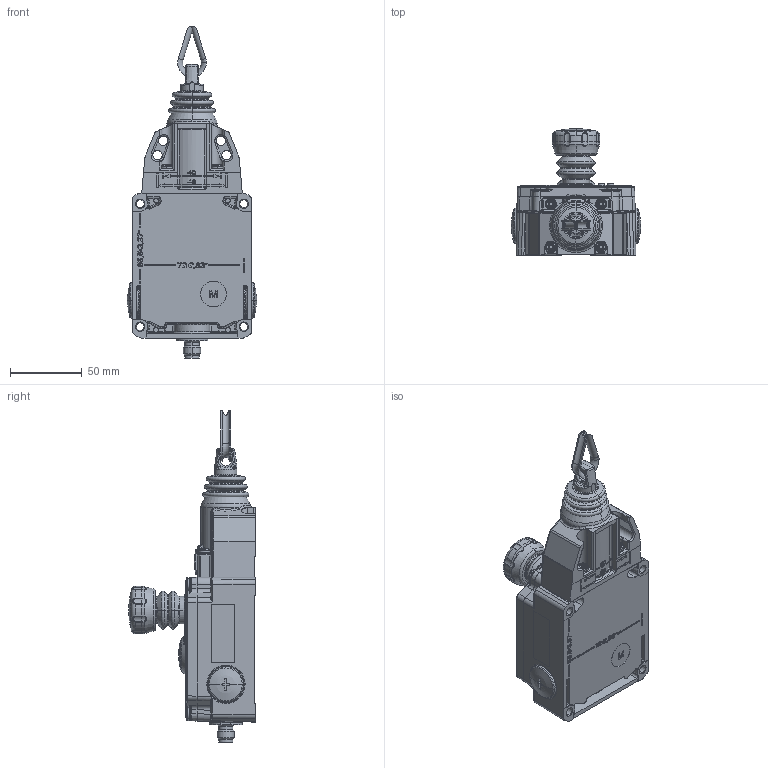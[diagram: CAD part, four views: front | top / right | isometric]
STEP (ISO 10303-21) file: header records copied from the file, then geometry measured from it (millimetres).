
FILE_DESCRIPTION((''),'2;1');
FILE_NAME('6073200010_SW0001','2010-06-28T',('T.Romberg'),(''),'PRO/ENGINEER BY PARAMETRIC TECHNOLOGY CORPORATION, 2005070','PRO/ENGINEER BY PARAMETRIC TECHNOLOGY CORPORATION, 2005070','');
FILE_SCHEMA(('AUTOMOTIVE_DESIGN_CC2 { 1 2 10303 214 -1 1 5 2 }'));
Products named in the file (1): 6073200010_SW0001
Bounding box: 90.13 x 88 x 231.08 mm (x, y, z)
Surface area: 68085 mm2 (no closed solid volume)
Topology: 0 solids, 85 shells, 1575 faces, 5515 edges, 3984 vertices
Faces by surface type: cylinder 522, plane 439, bspline 259, torus 154, cone 109, sphere 90, revolution 2
Entity records: 100698 total; most frequent: CARTESIAN_POINT 28058, DIRECTION 8934, ORIENTED_EDGE 8784, PRESENTATION_STYLE_ASSIGNMENT 7109, STYLED_ITEM 5534, CURVE_STYLE 5503, EDGE_CURVE 5501, VERTEX_POINT 3984
